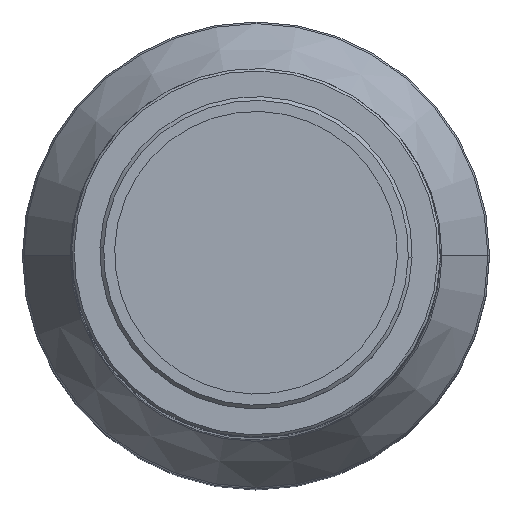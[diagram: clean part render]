
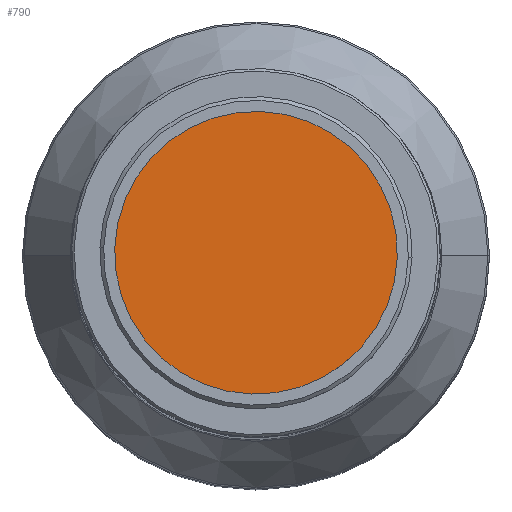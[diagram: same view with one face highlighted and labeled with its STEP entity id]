
A CAD part, top view. The second image highlights one B-rep face of the part: STEP entity #790.
In plain terms, the highlighted planar face has unit normal (0, 0, 1).
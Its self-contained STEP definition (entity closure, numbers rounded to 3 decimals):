
#77 = DIRECTION ( 'NONE',  ( 0., -1., 0. ) ) ;
#181 = DIRECTION ( 'NONE',  ( 0., -1., 0. ) ) ;
#315 = DIRECTION ( 'NONE',  ( 0., -1., 0. ) ) ;
#354 = CARTESIAN_POINT ( 'NONE',  ( 0., 0., 104.518 ) ) ;
#383 = CARTESIAN_POINT ( 'NONE',  ( 0., 0., 104.518 ) ) ;
#550 = AXIS2_PLACEMENT_3D ( 'NONE', #1014, #571, #315 ) ;
#571 = DIRECTION ( 'NONE',  ( 0., 0., 1. ) ) ;
#618 = EDGE_CURVE ( 'NONE', #1742, #1127, #1567, .T. ) ;
#640 = DIRECTION ( 'NONE',  ( 0., 0., -1. ) ) ;
#703 = CARTESIAN_POINT ( 'NONE',  ( -11.494, 0.377, 104.518 ) ) ;
#712 = CIRCLE ( 'NONE', #1423, 11.5 ) ;
#764 = DIRECTION ( 'NONE',  ( 0., 0., -1. ) ) ;
#790 = ADVANCED_FACE ( 'NONE', ( #1688 ), #1279, .T. ) ;
#1002 = EDGE_LOOP ( 'NONE', ( #1271, #1777 ) ) ;
#1014 = CARTESIAN_POINT ( 'NONE',  ( 0., 11.502, 104.518 ) ) ;
#1127 = VERTEX_POINT ( 'NONE', #703 ) ;
#1271 = ORIENTED_EDGE ( 'NONE', *, *, #618, .F. ) ;
#1279 = PLANE ( 'NONE',  #550 ) ;
#1314 = CARTESIAN_POINT ( 'NONE',  ( 11.494, -0.377, 104.518 ) ) ;
#1423 = AXIS2_PLACEMENT_3D ( 'NONE', #354, #764, #181 ) ;
#1567 = CIRCLE ( 'NONE', #1662, 11.5 ) ;
#1662 = AXIS2_PLACEMENT_3D ( 'NONE', #383, #640, #77 ) ;
#1688 = FACE_OUTER_BOUND ( 'NONE', #1002, .T. ) ;
#1742 = VERTEX_POINT ( 'NONE', #1314 ) ;
#1755 = EDGE_CURVE ( 'NONE', #1127, #1742, #712, .T. ) ;
#1777 = ORIENTED_EDGE ( 'NONE', *, *, #1755, .F. ) ;
